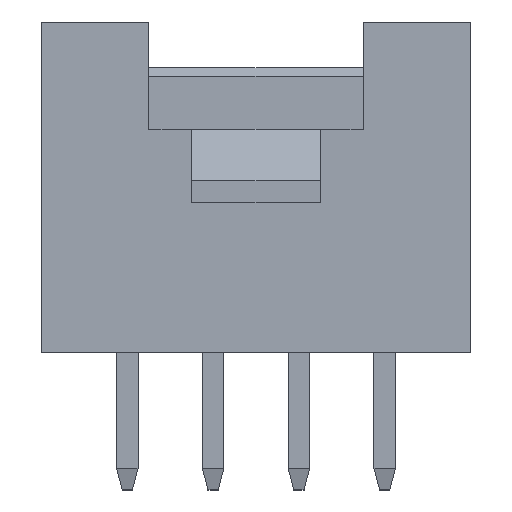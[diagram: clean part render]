
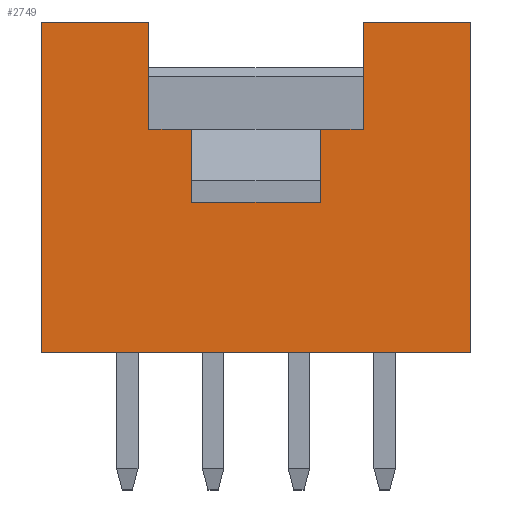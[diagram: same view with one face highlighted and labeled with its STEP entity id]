
A CAD part, top view. The second image highlights one B-rep face of the part: STEP entity #2749.
In plain terms, the highlighted planar face has unit normal (0, 0, 1).
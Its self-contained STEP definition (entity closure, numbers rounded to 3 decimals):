
#176=DIRECTION('',(-1.,0.,0.));
#177=VECTOR('',#176,1.);
#178=CARTESIAN_POINT('',(2.5,5.2,3.65));
#179=LINE('',#178,#177);
#180=DIRECTION('',(0.,-1.,0.));
#181=VECTOR('',#180,2.5);
#182=CARTESIAN_POINT('',(2.5,7.7,3.65));
#183=LINE('',#182,#181);
#184=DIRECTION('',(-1.,0.,0.));
#185=VECTOR('',#184,2.5);
#186=CARTESIAN_POINT('',(5.,7.7,3.65));
#187=LINE('',#186,#185);
#188=DIRECTION('',(0.,1.,0.));
#189=VECTOR('',#188,7.7);
#190=CARTESIAN_POINT('',(5.,0.,3.65));
#191=LINE('',#190,#189);
#192=DIRECTION('',(1.,0.,0.));
#193=VECTOR('',#192,10.);
#194=CARTESIAN_POINT('',(-5.,0.,3.65));
#195=LINE('',#194,#193);
#196=DIRECTION('',(0.,-1.,0.));
#197=VECTOR('',#196,7.7);
#198=CARTESIAN_POINT('',(-5.,7.7,3.65));
#199=LINE('',#198,#197);
#200=DIRECTION('',(-1.,0.,0.));
#201=VECTOR('',#200,2.5);
#202=CARTESIAN_POINT('',(-2.5,7.7,3.65));
#203=LINE('',#202,#201);
#204=DIRECTION('',(0.,1.,0.));
#205=VECTOR('',#204,2.5);
#206=CARTESIAN_POINT('',(-2.5,5.2,3.65));
#207=LINE('',#206,#205);
#208=DIRECTION('',(-1.,0.,0.));
#209=VECTOR('',#208,1.);
#210=CARTESIAN_POINT('',(-1.5,5.2,3.65));
#211=LINE('',#210,#209);
#212=DIRECTION('',(0.,1.,0.));
#213=VECTOR('',#212,1.7);
#214=CARTESIAN_POINT('',(-1.5,3.5,3.65));
#215=LINE('',#214,#213);
#1805=DIRECTION('',(0.,1.,0.));
#1806=VECTOR('',#1805,1.7);
#1807=CARTESIAN_POINT('',(1.5,3.5,3.65));
#1808=LINE('',#1807,#1806);
#1813=DIRECTION('',(1.,0.,0.));
#1814=VECTOR('',#1813,3.);
#1815=CARTESIAN_POINT('',(-1.5,3.5,3.65));
#1816=LINE('',#1815,#1814);
#2105=CARTESIAN_POINT('',(5.,0.,3.65));
#2107=VERTEX_POINT('',#2105);
#2109=CARTESIAN_POINT('',(-5.,0.,3.65));
#2110=VERTEX_POINT('',#2109);
#2123=CARTESIAN_POINT('',(5.,7.7,3.65));
#2124=VERTEX_POINT('',#2123);
#2147=CARTESIAN_POINT('',(-5.,7.7,3.65));
#2148=VERTEX_POINT('',#2147);
#2195=CARTESIAN_POINT('',(-2.5,7.7,3.65));
#2196=VERTEX_POINT('',#2195);
#2205=CARTESIAN_POINT('',(2.5,7.7,3.65));
#2206=VERTEX_POINT('',#2205);
#2246=CARTESIAN_POINT('',(2.5,5.2,3.65));
#2248=VERTEX_POINT('',#2246);
#2253=CARTESIAN_POINT('',(-2.5,5.2,3.65));
#2254=VERTEX_POINT('',#2253);
#2255=CARTESIAN_POINT('',(-1.5,5.2,3.65));
#2256=VERTEX_POINT('',#2255);
#2257=CARTESIAN_POINT('',(1.5,5.2,3.65));
#2258=VERTEX_POINT('',#2257);
#2265=CARTESIAN_POINT('',(-1.5,3.5,3.65));
#2266=VERTEX_POINT('',#2265);
#2267=CARTESIAN_POINT('',(1.5,3.5,3.65));
#2268=VERTEX_POINT('',#2267);
#2721=CARTESIAN_POINT('',(0.,3.85,3.65));
#2722=DIRECTION('',(0.,0.,1.));
#2723=DIRECTION('',(1.,0.,0.));
#2724=AXIS2_PLACEMENT_3D('',#2721,#2722,#2723);
#2725=PLANE('',#2724);
#2727=ORIENTED_EDGE('',*,*,#2726,.F.);
#2729=ORIENTED_EDGE('',*,*,#2728,.T.);
#2731=ORIENTED_EDGE('',*,*,#2730,.T.);
#2733=ORIENTED_EDGE('',*,*,#2732,.F.);
#2735=ORIENTED_EDGE('',*,*,#2734,.F.);
#2736=ORIENTED_EDGE('',*,*,#2710,.F.);
#2737=ORIENTED_EDGE('',*,*,#2453,.F.);
#2739=ORIENTED_EDGE('',*,*,#2738,.F.);
#2740=ORIENTED_EDGE('',*,*,#2502,.F.);
#2742=ORIENTED_EDGE('',*,*,#2741,.F.);
#2744=ORIENTED_EDGE('',*,*,#2743,.F.);
#2746=ORIENTED_EDGE('',*,*,#2745,.F.);
#2747=EDGE_LOOP('',(#2727,#2729,#2731,#2733,#2735,#2736,#2737,#2739,#2740,#2742,
#2744,#2746));
#2748=FACE_OUTER_BOUND('',#2747,.F.);
#2453=EDGE_CURVE('',#2107,#2124,#191,.T.);
#2502=EDGE_CURVE('',#2148,#2110,#199,.T.);
#2710=EDGE_CURVE('',#2124,#2206,#187,.T.);
#2726=EDGE_CURVE('',#2266,#2256,#215,.T.);
#2728=EDGE_CURVE('',#2266,#2268,#1816,.T.);
#2730=EDGE_CURVE('',#2268,#2258,#1808,.T.);
#2732=EDGE_CURVE('',#2248,#2258,#179,.T.);
#2734=EDGE_CURVE('',#2206,#2248,#183,.T.);
#2738=EDGE_CURVE('',#2110,#2107,#195,.T.);
#2741=EDGE_CURVE('',#2196,#2148,#203,.T.);
#2743=EDGE_CURVE('',#2254,#2196,#207,.T.);
#2745=EDGE_CURVE('',#2256,#2254,#211,.T.);
#2749=ADVANCED_FACE('',(#2748),#2725,.T.);
